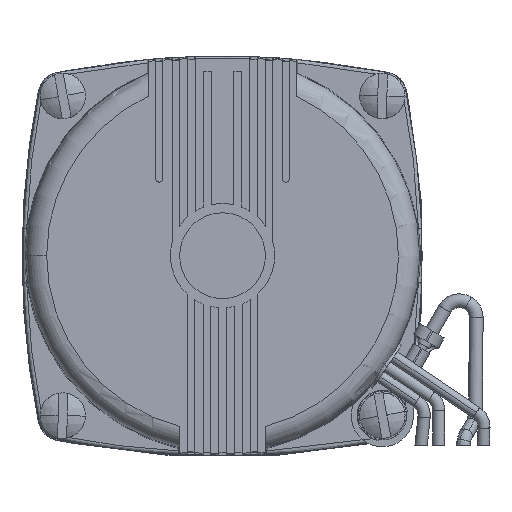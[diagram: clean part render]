
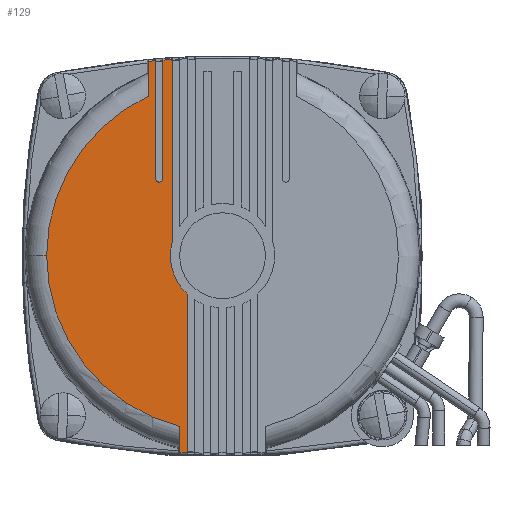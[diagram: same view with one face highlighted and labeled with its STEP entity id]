
A CAD part, top view. The second image highlights one B-rep face of the part: STEP entity #129.
In plain terms, the highlighted planar face has unit normal (0, 0, 1).
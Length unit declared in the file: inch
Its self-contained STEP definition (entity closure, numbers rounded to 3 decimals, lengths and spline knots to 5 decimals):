
#129 = ADVANCED_FACE ( 'NONE', ( #2546 ), #14963, .F. ) ;
#212 = CARTESIAN_POINT ( 'NONE',  ( -0.44119, 1.9075, 2.711 ) ) ;
#219 = CARTESIAN_POINT ( 'NONE',  ( -1.04586, 0., 2.711 ) ) ;
#421 = DIRECTION ( 'NONE',  ( -1., 0., 0. ) ) ;
#498 = ORIENTED_EDGE ( 'NONE', *, *, #18513, .F. ) ;
#652 = VERTEX_POINT ( 'NONE', #8428 ) ;
#784 = EDGE_CURVE ( 'NONE', #14578, #19798, #4695, .T. ) ;
#955 = CARTESIAN_POINT ( 'NONE',  ( -0.25319, -1.01474, 2.711 ) ) ;
#1412 = ORIENTED_EDGE ( 'NONE', *, *, #20037, .F. ) ;
#1491 = VECTOR ( 'NONE', #13841, 39.37008 ) ;
#2121 = ORIENTED_EDGE ( 'NONE', *, *, #14139, .F. ) ;
#2508 = VERTEX_POINT ( 'NONE', #10053 ) ;
#2546 = FACE_OUTER_BOUND ( 'NONE', #15581, .T. ) ;
#2775 = CARTESIAN_POINT ( 'NONE',  ( 0., 0., 2.711 ) ) ;
#2806 = CARTESIAN_POINT ( 'NONE',  ( -0.21, -0.22804, 2.711 ) ) ;
#2849 = DIRECTION ( 'NONE',  ( 0., 0., 1. ) ) ;
#2922 = DIRECTION ( 'NONE',  ( 1., 0., 0. ) ) ;
#2934 = CARTESIAN_POINT ( 'NONE',  ( -0.44119, 1.1555, 2.711 ) ) ;
#4612 = ORIENTED_EDGE ( 'NONE', *, *, #4885, .F. ) ;
#4628 = VERTEX_POINT ( 'NONE', #14516 ) ;
#4695 = B_SPLINE_CURVE_WITH_KNOTS ( 'NONE', 3,
 ( #6897, #6991, #6880, #6923 ),
 .UNSPECIFIED., .F., .F.,
 ( 4, 4 ),
 ( 0.02133, 0.02243 ),
 .UNSPECIFIED. ) ;
#4782 = CARTESIAN_POINT ( 'NONE',  ( -0.44119, 0.94824, 2.711 ) ) ;
#4827 = ORIENTED_EDGE ( 'NONE', *, *, #784, .T. ) ;
#4885 = EDGE_CURVE ( 'NONE', #4628, #11405, #4996, .T. ) ;
#4996 = CIRCLE ( 'NONE', #9368, 0.31 ) ;
#5131 = CARTESIAN_POINT ( 'NONE',  ( -0.398, 1.15915, 2.711 ) ) ;
#5206 = EDGE_CURVE ( 'NONE', #10669, #11078, #10630, .T. ) ;
#5534 = DIRECTION ( 'NONE',  ( 0., -1., 0. ) ) ;
#5625 = ORIENTED_EDGE ( 'NONE', *, *, #18011, .F. ) ;
#5637 = CARTESIAN_POINT ( 'NONE',  ( -0.21, -0.22804, 2.711 ) ) ;
#5670 = VECTOR ( 'NONE', #17594, 39.37008 ) ;
#5679 = DIRECTION ( 'NONE',  ( 1., 0., 0. ) ) ;
#5705 = VERTEX_POINT ( 'NONE', #19785 ) ;
#5713 = ORIENTED_EDGE ( 'NONE', *, *, #11941, .T. ) ;
#5932 = LINE ( 'NONE', #11501, #6193 ) ;
#6193 = VECTOR ( 'NONE', #17493, 39.37008 ) ;
#6297 = CARTESIAN_POINT ( 'NONE',  ( -0.21, -1.17062, 2.711 ) ) ;
#6527 = CARTESIAN_POINT ( 'NONE',  ( -0.354, 0.4595, 2.711 ) ) ;
#6880 = CARTESIAN_POINT ( 'NONE',  ( -0.4268, 1.15678, 2.711 ) ) ;
#6897 = CARTESIAN_POINT ( 'NONE',  ( -0.398, 1.15915, 2.711 ) ) ;
#6923 = CARTESIAN_POINT ( 'NONE',  ( -0.44119, 1.1555, 2.711 ) ) ;
#6991 = CARTESIAN_POINT ( 'NONE',  ( -0.4124, 1.158, 2.711 ) ) ;
#7369 = CARTESIAN_POINT ( 'NONE',  ( -0.398, 0., 2.711 ) ) ;
#8428 = CARTESIAN_POINT ( 'NONE',  ( -0.25319, -1.16862, 2.711 ) ) ;
#8475 = ORIENTED_EDGE ( 'NONE', *, *, #20247, .T. ) ;
#8626 = ORIENTED_EDGE ( 'NONE', *, *, #9054, .T. ) ;
#9054 = EDGE_CURVE ( 'NONE', #11078, #16130, #16649, .T. ) ;
#9368 = AXIS2_PLACEMENT_3D ( 'NONE', #2775, #2849, #2922 ) ;
#9380 = AXIS2_PLACEMENT_3D ( 'NONE', #14806, #14967, #14991 ) ;
#9465 = LINE ( 'NONE', #7369, #1491 ) ;
#9955 = ORIENTED_EDGE ( 'NONE', *, *, #15471, .T. ) ;
#10053 = CARTESIAN_POINT ( 'NONE',  ( -0.398, 0.4595, 2.711 ) ) ;
#10435 = ORIENTED_EDGE ( 'NONE', *, *, #15742, .F. ) ;
#10630 = CIRCLE ( 'NONE', #15926, 1.04586 ) ;
#10634 = DIRECTION ( 'NONE',  ( 0., 1., 0. ) ) ;
#10669 = VERTEX_POINT ( 'NONE', #4782 ) ;
#10829 = LINE ( 'NONE', #15656, #15278 ) ;
#11078 = VERTEX_POINT ( 'NONE', #219 ) ;
#11405 = VERTEX_POINT ( 'NONE', #2806 ) ;
#11501 = CARTESIAN_POINT ( 'NONE',  ( -0.354, 0., 2.711 ) ) ;
#11941 = EDGE_CURVE ( 'NONE', #652, #16659, #14383, .T. ) ;
#12985 = VECTOR ( 'NONE', #10634, 39.37008 ) ;
#13005 = AXIS2_PLACEMENT_3D ( 'NONE', #14704, #17326, #421 ) ;
#13039 = CIRCLE ( 'NONE', #14719, 0.022 ) ;
#13339 = ORIENTED_EDGE ( 'NONE', *, *, #17031, .T. ) ;
#13405 = CARTESIAN_POINT ( 'NONE',  ( 0., 0., 2.711 ) ) ;
#13472 = DIRECTION ( 'NONE',  ( 0., 0., 1. ) ) ;
#13488 = LINE ( 'NONE', #212, #12985 ) ;
#13565 = DIRECTION ( 'NONE',  ( -1., 0., 0. ) ) ;
#13841 = DIRECTION ( 'NONE',  ( 0., -1., 0. ) ) ;
#14028 = LINE ( 'NONE', #5637, #20356 ) ;
#14139 = EDGE_CURVE ( 'NONE', #10669, #19798, #13488, .T. ) ;
#14383 = B_SPLINE_CURVE_WITH_KNOTS ( 'NONE', 3,
 ( #17511, #17925, #17606, #17623 ),
 .UNSPECIFIED., .F., .F.,
 ( 4, 4 ),
 ( 0., 0.0011 ),
 .UNSPECIFIED. ) ;
#14479 = CARTESIAN_POINT ( 'NONE',  ( -0.2995, 1.16605, 2.711 ) ) ;
#14516 = CARTESIAN_POINT ( 'NONE',  ( -0.2995, 0.08, 2.711 ) ) ;
#14578 = VERTEX_POINT ( 'NONE', #5131 ) ;
#14704 = CARTESIAN_POINT ( 'NONE',  ( 0., 0., 2.711 ) ) ;
#14719 = AXIS2_PLACEMENT_3D ( 'NONE', #18812, #18783, #5679 ) ;
#14799 = B_SPLINE_CURVE_WITH_KNOTS ( 'NONE', 3,
 ( #20266, #20260, #20313, #20319 ),
 .UNSPECIFIED., .F., .F.,
 ( 4, 4 ),
 ( 0.01883, 0.02021 ),
 .UNSPECIFIED. ) ;
#14806 = CARTESIAN_POINT ( 'NONE',  ( -1.9075, 1.9075, 2.711 ) ) ;
#14824 = VERTEX_POINT ( 'NONE', #14479 ) ;
#14963 = PLANE ( 'NONE',  #9380 ) ;
#14967 = DIRECTION ( 'NONE',  ( 0., 0., -1. ) ) ;
#14991 = DIRECTION ( 'NONE',  ( -1., 0., 0. ) ) ;
#15278 = VECTOR ( 'NONE', #15587, 39.37008 ) ;
#15471 = EDGE_CURVE ( 'NONE', #14824, #5705, #14799, .T. ) ;
#15581 = EDGE_LOOP ( 'NONE', ( #5713, #498, #4612, #10435, #9955, #8475, #13339, #1412, #4827, #2121, #18628, #8626, #5625 ) ) ;
#15587 = DIRECTION ( 'NONE',  ( 0., 1., 0. ) ) ;
#15656 = CARTESIAN_POINT ( 'NONE',  ( -0.25319, 1.9075, 2.711 ) ) ;
#15742 = EDGE_CURVE ( 'NONE', #14824, #4628, #16483, .T. ) ;
#15926 = AXIS2_PLACEMENT_3D ( 'NONE', #13405, #13472, #13565 ) ;
#16130 = VERTEX_POINT ( 'NONE', #955 ) ;
#16483 = LINE ( 'NONE', #17067, #5670 ) ;
#16649 = CIRCLE ( 'NONE', #13005, 1.04586 ) ;
#16659 = VERTEX_POINT ( 'NONE', #6297 ) ;
#17031 = EDGE_CURVE ( 'NONE', #19647, #2508, #13039, .T. ) ;
#17067 = CARTESIAN_POINT ( 'NONE',  ( -0.2995, 0., 2.711 ) ) ;
#17326 = DIRECTION ( 'NONE',  ( 0., 0., 1. ) ) ;
#17493 = DIRECTION ( 'NONE',  ( 0., -1., 0. ) ) ;
#17511 = CARTESIAN_POINT ( 'NONE',  ( -0.25319, -1.16862, 2.711 ) ) ;
#17594 = DIRECTION ( 'NONE',  ( 0., -1., 0. ) ) ;
#17606 = CARTESIAN_POINT ( 'NONE',  ( -0.2244, -1.17002, 2.711 ) ) ;
#17623 = CARTESIAN_POINT ( 'NONE',  ( -0.21, -1.17062, 2.711 ) ) ;
#17925 = CARTESIAN_POINT ( 'NONE',  ( -0.2388, -1.16935, 2.711 ) ) ;
#18011 = EDGE_CURVE ( 'NONE', #652, #16130, #10829, .T. ) ;
#18513 = EDGE_CURVE ( 'NONE', #11405, #16659, #14028, .T. ) ;
#18628 = ORIENTED_EDGE ( 'NONE', *, *, #5206, .T. ) ;
#18783 = DIRECTION ( 'NONE',  ( 0., 0., -1. ) ) ;
#18812 = CARTESIAN_POINT ( 'NONE',  ( -0.376, 0.4595, 2.711 ) ) ;
#19647 = VERTEX_POINT ( 'NONE', #6527 ) ;
#19785 = CARTESIAN_POINT ( 'NONE',  ( -0.354, 1.16247, 2.711 ) ) ;
#19798 = VERTEX_POINT ( 'NONE', #2934 ) ;
#20037 = EDGE_CURVE ( 'NONE', #14578, #2508, #9465, .T. ) ;
#20247 = EDGE_CURVE ( 'NONE', #5705, #19647, #5932, .T. ) ;
#20260 = CARTESIAN_POINT ( 'NONE',  ( -0.31767, 1.16495, 2.711 ) ) ;
#20266 = CARTESIAN_POINT ( 'NONE',  ( -0.2995, 1.16605, 2.711 ) ) ;
#20313 = CARTESIAN_POINT ( 'NONE',  ( -0.33584, 1.16376, 2.711 ) ) ;
#20319 = CARTESIAN_POINT ( 'NONE',  ( -0.354, 1.16247, 2.711 ) ) ;
#20356 = VECTOR ( 'NONE', #5534, 39.37008 ) ;
